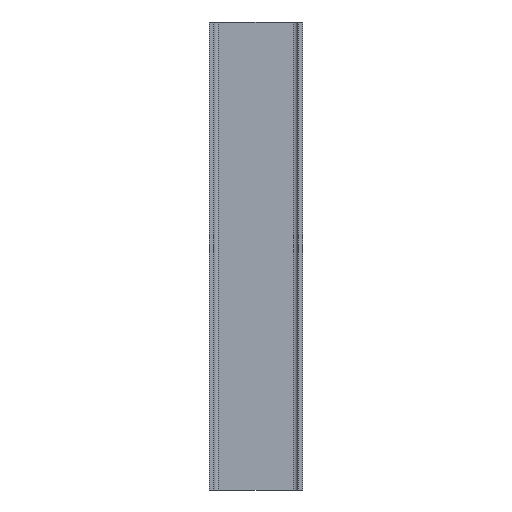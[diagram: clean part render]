
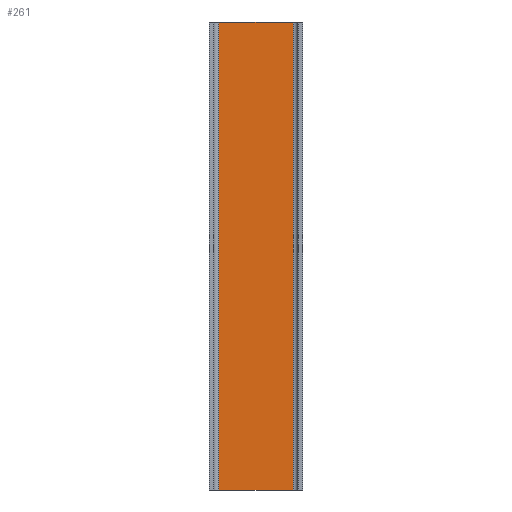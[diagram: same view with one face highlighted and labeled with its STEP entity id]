
A CAD part, front view. The second image highlights one B-rep face of the part: STEP entity #261.
In plain terms, the highlighted planar face has unit normal (0, -1, 0).
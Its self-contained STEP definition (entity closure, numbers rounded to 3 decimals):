
#19=PLANE('',#303);
#33=FACE_OUTER_BOUND('',#47,.T.);
#47=EDGE_LOOP('',(#217,#218,#219,#220));
#62=LINE('',#413,#90);
#70=LINE('',#434,#98);
#73=LINE('',#443,#101);
#75=LINE('',#446,#103);
#90=VECTOR('',#334,10.);
#98=VECTOR('',#354,10.);
#101=VECTOR('',#363,10.);
#103=VECTOR('',#367,10.);
#128=VERTEX_POINT('',#410);
#129=VERTEX_POINT('',#412);
#135=VERTEX_POINT('',#430);
#139=VERTEX_POINT('',#441);
#154=EDGE_CURVE('',#129,#128,#62,.T.);
#165=EDGE_CURVE('',#129,#135,#70,.T.);
#169=EDGE_CURVE('',#139,#128,#73,.T.);
#171=EDGE_CURVE('',#135,#139,#75,.T.);
#217=ORIENTED_EDGE('',*,*,#165,.F.);
#218=ORIENTED_EDGE('',*,*,#154,.T.);
#219=ORIENTED_EDGE('',*,*,#169,.F.);
#220=ORIENTED_EDGE('',*,*,#171,.F.);
#261=ADVANCED_FACE('',(#33),#19,.T.);
#303=AXIS2_PLACEMENT_3D('',#445,#365,#366);
#334=DIRECTION('',(-1.,0.,0.));
#354=DIRECTION('',(0.,0.,-1.));
#363=DIRECTION('',(0.,0.,1.));
#365=DIRECTION('center_axis',(0.,-1.,0.));
#366=DIRECTION('ref_axis',(0.,0.,-1.));
#367=DIRECTION('',(-1.,0.,0.));
#410=CARTESIAN_POINT('',(-80.,-10.,1000.));
#412=CARTESIAN_POINT('',(80.,-10.,1000.));
#413=CARTESIAN_POINT('',(90.,-10.,1000.));
#430=CARTESIAN_POINT('',(80.,-10.,0.));
#434=CARTESIAN_POINT('',(80.,-10.,0.));
#441=CARTESIAN_POINT('',(-80.,-10.,0.));
#443=CARTESIAN_POINT('',(-80.,-10.,0.));
#445=CARTESIAN_POINT('Origin',(90.,-10.,0.));
#446=CARTESIAN_POINT('',(90.,-10.,0.));
